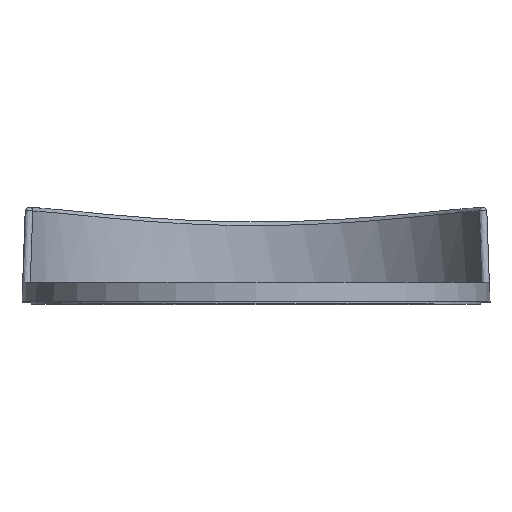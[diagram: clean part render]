
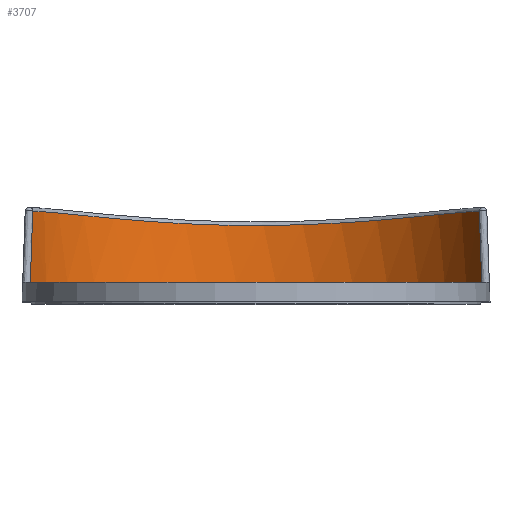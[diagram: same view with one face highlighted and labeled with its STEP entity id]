
A CAD part, top view. The second image highlights one B-rep face of the part: STEP entity #3707.
In plain terms, the highlighted conical face has half-angle 2 degrees and reference radius 15.229 mm.
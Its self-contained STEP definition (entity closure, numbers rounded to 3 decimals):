
#491=CARTESIAN_POINT('',(0.,1.2,0.));
#492=DIRECTION('',(0.,1.,0.));
#493=DIRECTION('',(0.948,0.,-0.318));
#494=AXIS2_PLACEMENT_3D('',#491,#492,#493);
#686=CARTESIAN_POINT('',(14.209,5.754,-5.698));
#687=CARTESIAN_POINT('',(13.96,5.745,-6.319));
#688=CARTESIAN_POINT('',(13.378,5.71,-7.529));
#689=CARTESIAN_POINT('',(12.272,5.611,-9.218));
#690=CARTESIAN_POINT('',(10.948,5.479,-10.751));
#691=CARTESIAN_POINT('',(9.431,5.33,-12.097));
#692=CARTESIAN_POINT('',(7.743,5.18,-13.236));
#693=CARTESIAN_POINT('',(5.917,5.044,-14.141));
#694=CARTESIAN_POINT('',(3.998,4.938,-14.794));
#695=CARTESIAN_POINT('',(2.015,4.869,-15.189));
#696=CARTESIAN_POINT('',(0.,4.846,
-15.322));
#697=CARTESIAN_POINT('',(-2.016,4.869,-15.189));
#698=CARTESIAN_POINT('',(-3.998,4.938,-14.794));
#699=CARTESIAN_POINT('',(-5.917,5.044,-14.141));
#700=CARTESIAN_POINT('',(-7.743,5.18,-13.236));
#701=CARTESIAN_POINT('',(-9.431,5.33,-12.097));
#702=CARTESIAN_POINT('',(-10.948,5.479,-10.751));
#703=CARTESIAN_POINT('',(-12.272,5.611,-9.218));
#704=CARTESIAN_POINT('',(-13.378,5.71,-7.529));
#705=CARTESIAN_POINT('',(-13.96,5.745,-6.319));
#706=CARTESIAN_POINT('',(-14.209,5.754,-5.698));
#762=CARTESIAN_POINT('',(-14.363,1.2,-4.819));
#763=CARTESIAN_POINT('',(-14.347,1.681,-4.92));
#764=CARTESIAN_POINT('',(-14.314,2.66,-5.12));
#765=CARTESIAN_POINT('',(-14.263,4.177,-5.412));
#766=CARTESIAN_POINT('',(-14.227,5.223,-5.603));
#767=CARTESIAN_POINT('',(-14.209,5.754,-5.698));
#900=CARTESIAN_POINT('',(14.209,5.754,-5.698));
#901=CARTESIAN_POINT('',(14.227,5.223,-5.603));
#902=CARTESIAN_POINT('',(14.263,4.177,-5.412));
#903=CARTESIAN_POINT('',(14.314,2.66,-5.12));
#904=CARTESIAN_POINT('',(14.347,1.681,-4.92));
#905=CARTESIAN_POINT('',(14.363,1.2,-4.819));
#2646=CARTESIAN_POINT('',(14.363,1.2,-4.819));
#2647=CARTESIAN_POINT('',(-14.363,1.2,-4.819));
#2648=VERTEX_POINT('',#2646);
#2649=VERTEX_POINT('',#2647);
#2662=VERTEX_POINT('',#686);
#2663=VERTEX_POINT('',#706);
#3693=CARTESIAN_POINT('',(0.,3.477,0.));
#3694=DIRECTION('',(0.,1.,0.));
#3695=DIRECTION('',(-1.,0.,0.));
#3696=AXIS2_PLACEMENT_3D('',#3693,#3694,#3695);
#3697=CONICAL_SURFACE('',#3696,15.23,2.);
#3699=ORIENTED_EDGE('',*,*,#3698,.F.);
#3701=ORIENTED_EDGE('',*,*,#3700,.T.);
#3702=ORIENTED_EDGE('',*,*,#3397,.T.);
#3704=ORIENTED_EDGE('',*,*,#3703,.T.);
#3705=EDGE_LOOP('',(#3699,#3701,#3702,#3704));
#3706=FACE_OUTER_BOUND('',#3705,.F.);
#3707=ADVANCED_FACE('',(#3706),#3697,.F.);
#495=CIRCLE('',#494,15.15);
#707=B_SPLINE_CURVE_WITH_KNOTS('',3,(#686,#687,#688,#689,#690,#691,#692,#693,
#694,#695,#696,#697,#698,#699,#700,#701,#702,#703,#704,#705,#706),.UNSPECIFIED.,
.F.,.F.,(4,1,1,1,1,1,1,1,1,1,1,1,1,1,1,1,1,1,4),(0.,0.056,
0.111,0.167,0.222,0.278,
0.333,0.389,0.444,0.5,0.556,
0.611,0.667,0.722,0.778,
0.833,0.889,0.944,1.),.UNSPECIFIED.);
#768=B_SPLINE_CURVE_WITH_KNOTS('',3,(#762,#763,#764,#765,#766,#767),
.UNSPECIFIED.,.F.,.F.,(4,1,1,4),(0.,0.333,0.667,1.),
.UNSPECIFIED.);
#906=B_SPLINE_CURVE_WITH_KNOTS('',3,(#900,#901,#902,#903,#904,#905),
.UNSPECIFIED.,.F.,.F.,(4,1,1,4),(0.,0.333,0.667,1.),
.UNSPECIFIED.);
#3397=EDGE_CURVE('',#2648,#2649,#495,.T.);
#3698=EDGE_CURVE('',#2662,#2663,#707,.T.);
#3700=EDGE_CURVE('',#2662,#2648,#906,.T.);
#3703=EDGE_CURVE('',#2649,#2663,#768,.T.);
